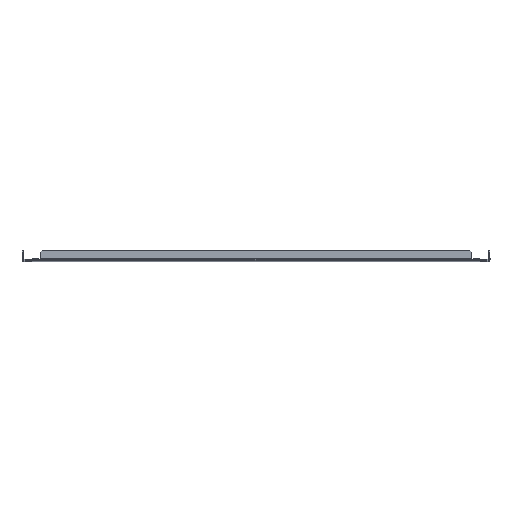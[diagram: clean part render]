
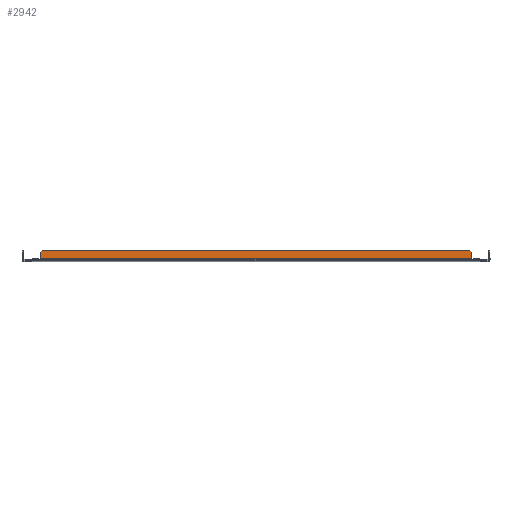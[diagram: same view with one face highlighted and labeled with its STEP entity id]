
A CAD part, top view. The second image highlights one B-rep face of the part: STEP entity #2942.
In plain terms, the highlighted planar face has unit normal (0, 0, 1).
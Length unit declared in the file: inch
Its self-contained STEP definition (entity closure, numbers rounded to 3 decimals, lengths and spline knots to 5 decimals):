
#18 = VECTOR ( 'NONE', #3474, 39.37008 ) ;
#95 = CARTESIAN_POINT ( 'NONE',  ( -17.664, 0.75, 17.085 ) ) ;
#122 = LINE ( 'NONE', #7083, #2780 ) ;
#197 = VECTOR ( 'NONE', #7730, 39.37008 ) ;
#257 = CARTESIAN_POINT ( 'NONE',  ( 15.74656, 0.143, 17.085 ) ) ;
#469 = VECTOR ( 'NONE', #1946, 39.37008 ) ;
#472 = ORIENTED_EDGE ( 'NONE', *, *, #6847, .F. ) ;
#567 = CARTESIAN_POINT ( 'NONE',  ( -15.74, 0.171, 17.085 ) ) ;
#572 = CARTESIAN_POINT ( 'NONE',  ( -15.74, 0.625, 17.085 ) ) ;
#737 = EDGE_CURVE ( 'NONE', #856, #7101, #3524, .T. ) ;
#856 = VERTEX_POINT ( 'NONE', #4230 ) ;
#860 = EDGE_CURVE ( 'NONE', #6938, #4213, #6383, .T. ) ;
#916 = LINE ( 'NONE', #2042, #5028 ) ;
#1608 = ORIENTED_EDGE ( 'NONE', *, *, #7008, .F. ) ;
#1691 = DIRECTION ( 'NONE',  ( 0., 0., -1. ) ) ;
#1946 = DIRECTION ( 'NONE',  ( 0., -1., 0. ) ) ;
#1964 = DIRECTION ( 'NONE',  ( 0., 1., 0. ) ) ;
#2042 = CARTESIAN_POINT ( 'NONE',  ( -15.74, 0.625, 17.085 ) ) ;
#2080 = ORIENTED_EDGE ( 'NONE', *, *, #3178, .F. ) ;
#2313 = CARTESIAN_POINT ( 'NONE',  ( -15.803, 0.171, 17.085 ) ) ;
#2377 = LINE ( 'NONE', #3431, #197 ) ;
#2389 = CARTESIAN_POINT ( 'NONE',  ( -15.74656, 0.143, 17.085 ) ) ;
#2468 = CARTESIAN_POINT ( 'NONE',  ( 15.74, 0.171, 17.085 ) ) ;
#2526 = CARTESIAN_POINT ( 'NONE',  ( 15.803, 0.171, 17.085 ) ) ;
#2541 = CARTESIAN_POINT ( 'NONE',  ( 15.74, 0.75, 17.085 ) ) ;
#2724 = ORIENTED_EDGE ( 'NONE', *, *, #737, .F. ) ;
#2774 = LINE ( 'NONE', #6113, #6319 ) ;
#2780 = VECTOR ( 'NONE', #7635, 39.37008 ) ;
#2942 = ADVANCED_FACE ( 'NONE', ( #6072 ), #3768, .F. ) ;
#2944 = EDGE_LOOP ( 'NONE', ( #472, #5797, #2724, #7426, #7790, #2080, #1608, #6941 ) ) ;
#3008 = DIRECTION ( 'NONE',  ( 0., 1., 0. ) ) ;
#3121 = DIRECTION ( 'NONE',  ( 0., 0., -1. ) ) ;
#3178 = EDGE_CURVE ( 'NONE', #4864, #7064, #916, .T. ) ;
#3202 = DIRECTION ( 'NONE',  ( 0., 1., 0. ) ) ;
#3227 = VERTEX_POINT ( 'NONE', #5185 ) ;
#3431 = CARTESIAN_POINT ( 'NONE',  ( -17.664, 0.75, 17.085 ) ) ;
#3474 = DIRECTION ( 'NONE',  ( -1., 0., 0. ) ) ;
#3524 = LINE ( 'NONE', #2541, #469 ) ;
#3562 = LINE ( 'NONE', #7189, #18 ) ;
#3768 = PLANE ( 'NONE',  #6074 ) ;
#3776 = CARTESIAN_POINT ( 'NONE',  ( -15.615, 0.75, 17.085 ) ) ;
#4203 = DIRECTION ( 'NONE',  ( 0., 1., 0. ) ) ;
#4213 = VERTEX_POINT ( 'NONE', #2389 ) ;
#4230 = CARTESIAN_POINT ( 'NONE',  ( 15.74, 0.625, 17.085 ) ) ;
#4321 = EDGE_CURVE ( 'NONE', #5713, #7101, #5497, .T. ) ;
#4864 = VERTEX_POINT ( 'NONE', #572 ) ;
#5028 = VECTOR ( 'NONE', #6309, 39.37008 ) ;
#5169 = EDGE_CURVE ( 'NONE', #3227, #856, #122, .T. ) ;
#5185 = CARTESIAN_POINT ( 'NONE',  ( 15.615, 0.75, 17.085 ) ) ;
#5497 = CIRCLE ( 'NONE', #6041, 0.063 ) ;
#5629 = DIRECTION ( 'NONE',  ( 0., 0., -1. ) ) ;
#5713 = VERTEX_POINT ( 'NONE', #257 ) ;
#5797 = ORIENTED_EDGE ( 'NONE', *, *, #4321, .T. ) ;
#6041 = AXIS2_PLACEMENT_3D ( 'NONE', #2526, #3121, #3202 ) ;
#6072 = FACE_OUTER_BOUND ( 'NONE', #2944, .T. ) ;
#6074 = AXIS2_PLACEMENT_3D ( 'NONE', #95, #5629, #1964 ) ;
#6113 = CARTESIAN_POINT ( 'NONE',  ( -15.74, 0.75, 17.085 ) ) ;
#6264 = EDGE_CURVE ( 'NONE', #7064, #3227, #2377, .T. ) ;
#6309 = DIRECTION ( 'NONE',  ( 0.707, 0.707, 0. ) ) ;
#6319 = VECTOR ( 'NONE', #4203, 39.37008 ) ;
#6383 = CIRCLE ( 'NONE', #7871, 0.063 ) ;
#6847 = EDGE_CURVE ( 'NONE', #5713, #4213, #3562, .T. ) ;
#6938 = VERTEX_POINT ( 'NONE', #567 ) ;
#6941 = ORIENTED_EDGE ( 'NONE', *, *, #860, .T. ) ;
#7008 = EDGE_CURVE ( 'NONE', #6938, #4864, #2774, .T. ) ;
#7064 = VERTEX_POINT ( 'NONE', #3776 ) ;
#7083 = CARTESIAN_POINT ( 'NONE',  ( 15.615, 0.75, 17.085 ) ) ;
#7101 = VERTEX_POINT ( 'NONE', #2468 ) ;
#7189 = CARTESIAN_POINT ( 'NONE',  ( 16.37525, 0.143, 17.085 ) ) ;
#7426 = ORIENTED_EDGE ( 'NONE', *, *, #5169, .F. ) ;
#7635 = DIRECTION ( 'NONE',  ( 0.707, -0.707, 0. ) ) ;
#7730 = DIRECTION ( 'NONE',  ( 1., 0., 0. ) ) ;
#7790 = ORIENTED_EDGE ( 'NONE', *, *, #6264, .F. ) ;
#7871 = AXIS2_PLACEMENT_3D ( 'NONE', #2313, #1691, #3008 ) ;
